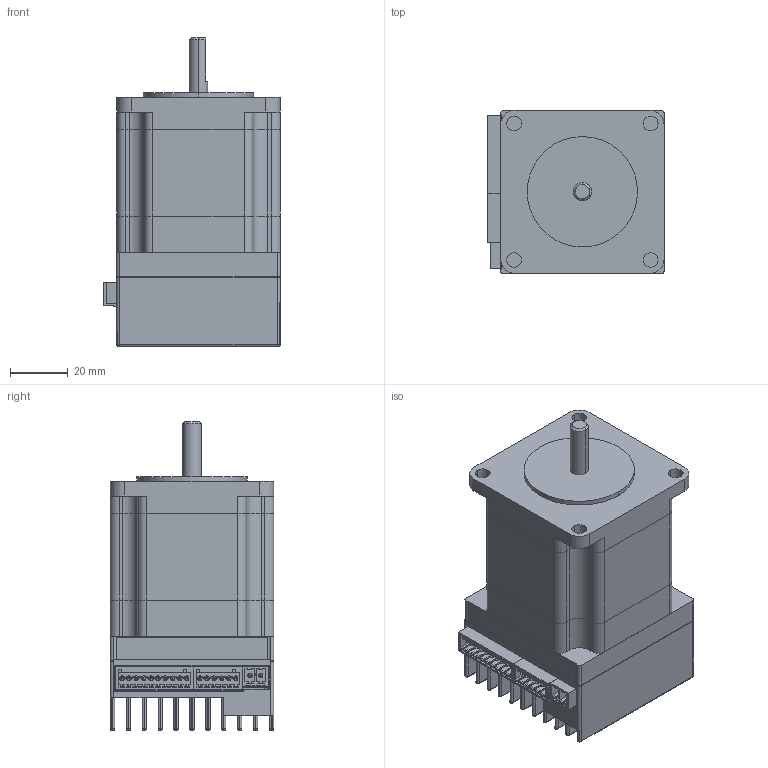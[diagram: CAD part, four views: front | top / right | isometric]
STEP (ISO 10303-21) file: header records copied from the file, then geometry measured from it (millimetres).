
FILE_DESCRIPTION (( 'STEP AP203' ), '1' );
FILE_NAME ('stepIM_IST-23S12CO10.STEP', '2015-05-10T21:37:45', ( '' ), ( '' ), 'SwSTEP 2.0', 'SolidWorks 2013', '' );
FILE_SCHEMA (( 'CONFIG_CONTROL_DESIGN' ));
Length unit declared in the file: millimetre
Products named in the file (1): stepIM_IST-23S12CO10
Bounding box: 60.8 x 56.4 x 106.6 mm (x, y, z)
Volume: 193430.8 mm3; surface area: 74458.1 mm2
Topology: 15 solids, 16 shells, 1850 faces, 4687 edges, 3018 vertices
Faces by surface type: plane 1170, cylinder 586, torus 72, cone 20, bspline 2
Entity records: 55520 total; most frequent: DIRECTION 9689, CARTESIAN_POINT 9687, ORIENTED_EDGE 9366, EDGE_CURVE 4683, VECTOR 3333, LINE 3333, AXIS2_PLACEMENT_3D 3178, VERTEX_POINT 3018
